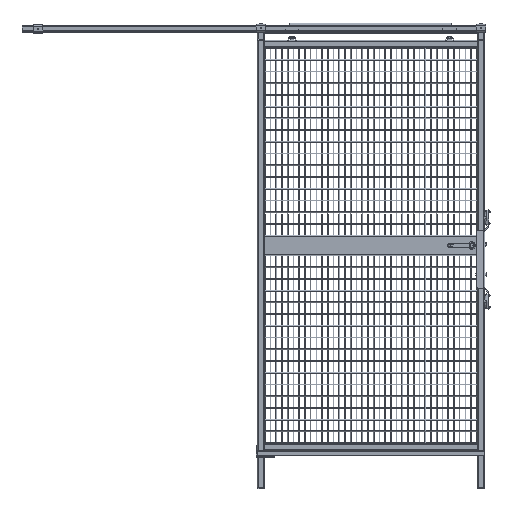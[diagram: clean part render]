
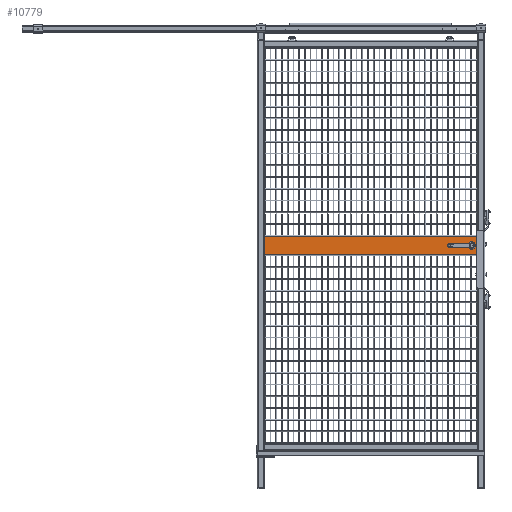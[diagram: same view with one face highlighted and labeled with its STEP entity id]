
A CAD part, top view. The second image highlights one B-rep face of the part: STEP entity #10779.
In plain terms, the highlighted planar face has unit normal (0, 0, 1).
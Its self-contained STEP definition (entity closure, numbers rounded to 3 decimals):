
#2109 = VERTEX_POINT ( 'NONE', #10913 ) ;
#3957 = DIRECTION ( 'NONE',  ( 0., 0., 1. ) ) ;
#7022 = DIRECTION ( 'NONE',  ( -1., 0., 0. ) ) ;
#10779 = ADVANCED_FACE ( 'NONE', ( #28141, #64803 ), #46936, .F. ) ;
#10913 = CARTESIAN_POINT ( 'NONE',  ( -950., 1010., 43. ) ) ;
#11066 = ORIENTED_EDGE ( 'NONE', *, *, #40116, .F. ) ;
#13007 = AXIS2_PLACEMENT_3D ( 'NONE', #47184, #3957, #71812 ) ;
#14309 = CARTESIAN_POINT ( 'NONE',  ( -30., 1090., 43. ) ) ;
#14449 = VERTEX_POINT ( 'NONE', #75890 ) ;
#14675 = CARTESIAN_POINT ( 'NONE',  ( -30., 1010., 43. ) ) ;
#15955 = VERTEX_POINT ( 'NONE', #14675 ) ;
#16741 = CARTESIAN_POINT ( 'NONE',  ( -55., 1050., 43. ) ) ;
#16827 = VECTOR ( 'NONE', #24455, 1000. ) ;
#16950 = CARTESIAN_POINT ( 'NONE',  ( 99510., 1090., 43. ) ) ;
#19111 = LINE ( 'NONE', #14309, #72227 ) ;
#19244 = EDGE_CURVE ( 'NONE', #15955, #2109, #43452, .T. ) ;
#19291 = CARTESIAN_POINT ( 'NONE',  ( -950., 1090., 43. ) ) ;
#21414 = LINE ( 'NONE', #58894, #69967 ) ;
#22215 = EDGE_CURVE ( 'NONE', #74906, #50105, #25011, .T. ) ;
#24455 = DIRECTION ( 'NONE',  ( 0., 1., 0. ) ) ;
#25011 = CIRCLE ( 'NONE', #78475, 11.5 ) ;
#27978 = AXIS2_PLACEMENT_3D ( 'NONE', #16950, #58816, #34169 ) ;
#28141 = FACE_OUTER_BOUND ( 'NONE', #74935, .T. ) ;
#33127 = CARTESIAN_POINT ( 'NONE',  ( -30., 1090., 43. ) ) ;
#33911 = ORIENTED_EDGE ( 'NONE', *, *, #35692, .F. ) ;
#34169 = DIRECTION ( 'NONE',  ( 0., 1., 0. ) ) ;
#35692 = EDGE_CURVE ( 'NONE', #14449, #60331, #21414, .T. ) ;
#36968 = EDGE_CURVE ( 'NONE', #2109, #14449, #66737, .T. ) ;
#37062 = CARTESIAN_POINT ( 'NONE',  ( 99510., 1010., 43. ) ) ;
#37730 = VECTOR ( 'NONE', #7022, 1000. ) ;
#40116 = EDGE_CURVE ( 'NONE', #60331, #15955, #19111, .T. ) ;
#41898 = ORIENTED_EDGE ( 'NONE', *, *, #19244, .F. ) ;
#43452 = LINE ( 'NONE', #37062, #37730 ) ;
#45047 = DIRECTION ( 'NONE',  ( 0., -1., 0. ) ) ;
#46936 = PLANE ( 'NONE',  #27978 ) ;
#47184 = CARTESIAN_POINT ( 'NONE',  ( -55., 1050., 43. ) ) ;
#49919 = CIRCLE ( 'NONE', #13007, 11.5 ) ;
#50105 = VERTEX_POINT ( 'NONE', #53016 ) ;
#53016 = CARTESIAN_POINT ( 'NONE',  ( -55., 1061.5, 43. ) ) ;
#58816 = DIRECTION ( 'NONE',  ( 0., 0., -1. ) ) ;
#58894 = CARTESIAN_POINT ( 'NONE',  ( 99510., 1090., 43. ) ) ;
#60128 = EDGE_CURVE ( 'NONE', #50105, #74906, #49919, .T. ) ;
#60331 = VERTEX_POINT ( 'NONE', #33127 ) ;
#61774 = ORIENTED_EDGE ( 'NONE', *, *, #36968, .F. ) ;
#63298 = CARTESIAN_POINT ( 'NONE',  ( -55., 1038.5, 43. ) ) ;
#64803 = FACE_BOUND ( 'NONE', #71663, .T. ) ;
#65264 = DIRECTION ( 'NONE',  ( 1., 0., 0. ) ) ;
#66737 = LINE ( 'NONE', #19291, #16827 ) ;
#67657 = ORIENTED_EDGE ( 'NONE', *, *, #22215, .F. ) ;
#69967 = VECTOR ( 'NONE', #65264, 1000. ) ;
#71004 = DIRECTION ( 'NONE',  ( 0., -1., 0. ) ) ;
#71663 = EDGE_LOOP ( 'NONE', ( #67657, #74077 ) ) ;
#71769 = DIRECTION ( 'NONE',  ( 0., 0., 1. ) ) ;
#71812 = DIRECTION ( 'NONE',  ( 0., -1., 0. ) ) ;
#72227 = VECTOR ( 'NONE', #45047, 1000. ) ;
#74077 = ORIENTED_EDGE ( 'NONE', *, *, #60128, .F. ) ;
#74906 = VERTEX_POINT ( 'NONE', #63298 ) ;
#74935 = EDGE_LOOP ( 'NONE', ( #33911, #61774, #41898, #11066 ) ) ;
#75890 = CARTESIAN_POINT ( 'NONE',  ( -950., 1090., 43. ) ) ;
#78475 = AXIS2_PLACEMENT_3D ( 'NONE', #16741, #71769, #71004 ) ;
